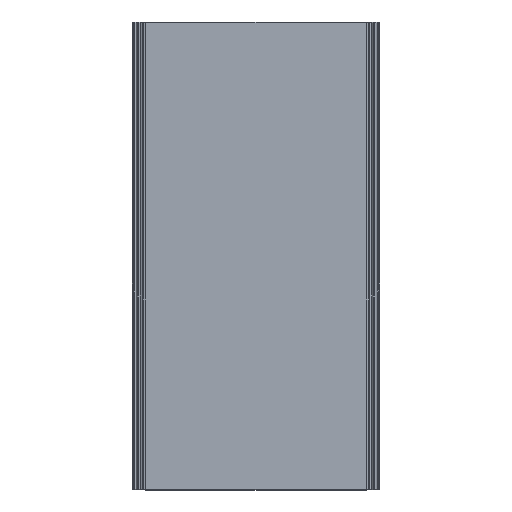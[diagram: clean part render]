
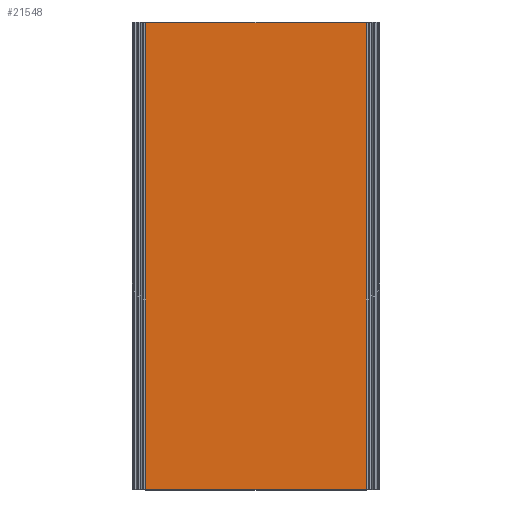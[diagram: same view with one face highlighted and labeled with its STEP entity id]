
A CAD part, top view. The second image highlights one B-rep face of the part: STEP entity #21548.
In plain terms, the highlighted face is planar.
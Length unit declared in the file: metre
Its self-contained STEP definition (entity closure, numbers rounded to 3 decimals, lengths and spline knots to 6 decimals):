
#2074=LINE('',#36923,#4306);
#2076=LINE('',#36932,#4308);
#2077=LINE('',#36935,#4309);
#2078=LINE('',#36936,#4310);
#4306=VECTOR('',#27453,1.);
#4308=VECTOR('',#27461,1.);
#4309=VECTOR('',#27462,1.);
#4310=VECTOR('',#27463,1.);
#8427=ORIENTED_EDGE('',*,*,#13471,.F.);
#8428=ORIENTED_EDGE('',*,*,#13472,.T.);
#8429=ORIENTED_EDGE('',*,*,#13467,.T.);
#8430=ORIENTED_EDGE('',*,*,#13473,.T.);
#13467=EDGE_CURVE('',#16145,#16146,#2074,.T.);
#13471=EDGE_CURVE('',#16149,#16150,#2076,.T.);
#13472=EDGE_CURVE('',#16149,#16145,#2077,.T.);
#13473=EDGE_CURVE('',#16146,#16150,#2078,.T.);
#16145=VERTEX_POINT('',#36924);
#16146=VERTEX_POINT('',#36925);
#16149=VERTEX_POINT('',#36933);
#16150=VERTEX_POINT('',#36934);
#18019=EDGE_LOOP('',(#8427,#8428,#8429,#8430));
#19443=FACE_BOUND('',#18019,.T.);
#20509=PLANE('',#23382);
#21548=ADVANCED_FACE('',(#19443),#20509,.F.);
#23382=AXIS2_PLACEMENT_3D('',#36931,#27459,#27460);
#27453=DIRECTION('',(0.,1.,0.));
#27459=DIRECTION('',(0.,0.,1.));
#27460=DIRECTION('',(1.,0.,0.));
#27461=DIRECTION('',(0.,1.,0.));
#27462=DIRECTION('',(-1.,0.,0.));
#27463=DIRECTION('',(1.,0.,0.));
#36923=CARTESIAN_POINT('',(-0.0365,-0.1551,-0.011975));
#36924=CARTESIAN_POINT('',(-0.0365,-0.1549,-0.011975));
#36925=CARTESIAN_POINT('',(-0.0365,-0.0002,-0.011975));
#36931=CARTESIAN_POINT('',(-0.01825,-0.1551,-0.011975));
#36932=CARTESIAN_POINT('',(0.0365,-0.1551,-0.011975));
#36933=CARTESIAN_POINT('',(0.0365,-0.1549,-0.011975));
#36934=CARTESIAN_POINT('',(0.0365,-0.0002,-0.011975));
#36935=CARTESIAN_POINT('',(-0.0365,-0.1549,-0.011975));
#36936=CARTESIAN_POINT('',(-0.01825,-0.0002,-0.011975));
